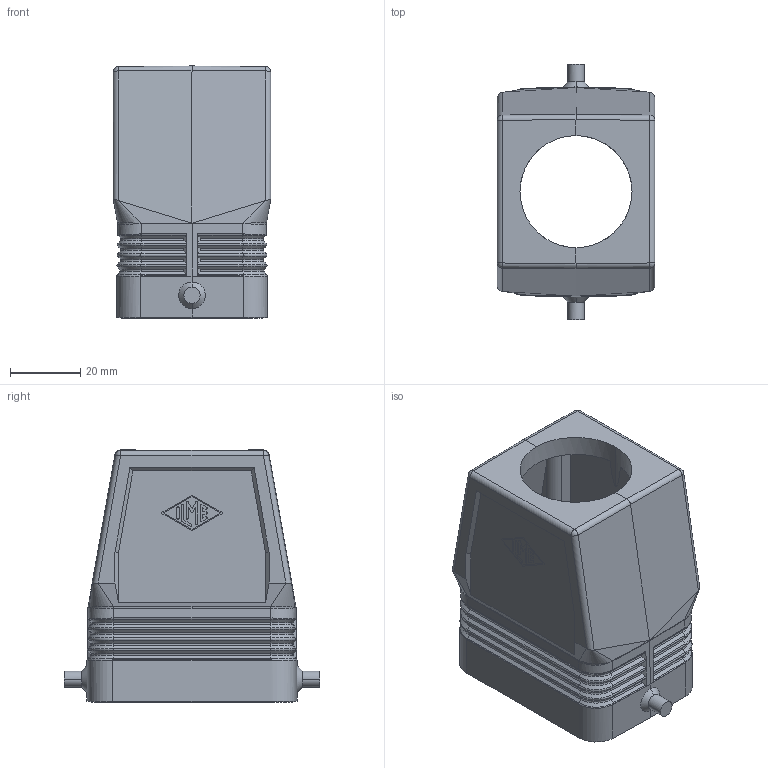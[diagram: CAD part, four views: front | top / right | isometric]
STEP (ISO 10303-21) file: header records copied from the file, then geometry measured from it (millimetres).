
FILE_DESCRIPTION(('Creo Elements/Direct Modeling STEP Export'),'2;1');
FILE_NAME('0ln7uvk45d7up2j1516','2016-10-26T15:59:08',(''),(''),'PTC Creo Elements/Direct Modeling STEP processor for AP214 (Solid Model)','PTC Creo Elements/Direct Modeling 19.0E 27-Jun-2016 (C) Parametric Technology GmbH','');
FILE_SCHEMA(('AUTOMOTIVE_DESIGN { 1 0 10303 214 1 1 1 1 }'));
Length unit declared in the file: millimetre
Products named in the file (2): RFV_06_L32
Assembly tree (1 placements, depth 2):
  RFV_06_L32
    RFV_06_L32
Bounding box: 45 x 73 x 72 mm (x, y, z)
Volume: 57888.4 mm3; surface area: 28340.9 mm2
Topology: 1 solids, 1 shells, 381 faces, 947 edges, 564 vertices
Faces by surface type: plane 155, bspline 120, cylinder 102, sphere 4
Entity records: 25184 total; most frequent: CARTESIAN_POINT 14244, ORIENTED_EDGE 1870, DIRECTION 1349, EDGE_CURVE 935, VERTEX_POINT 564, VECTOR 483, LINE 483, AXIS2_PLACEMENT_3D 433
